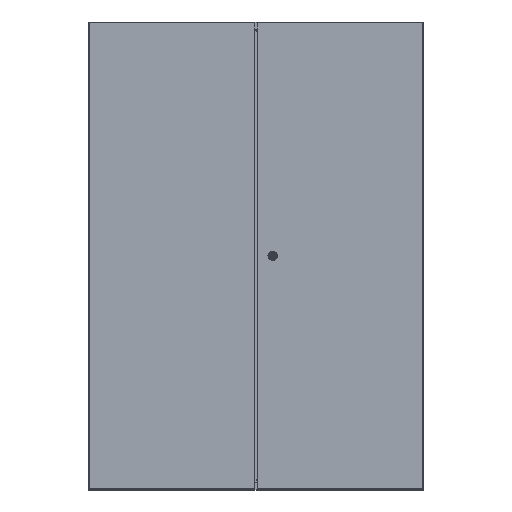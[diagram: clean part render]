
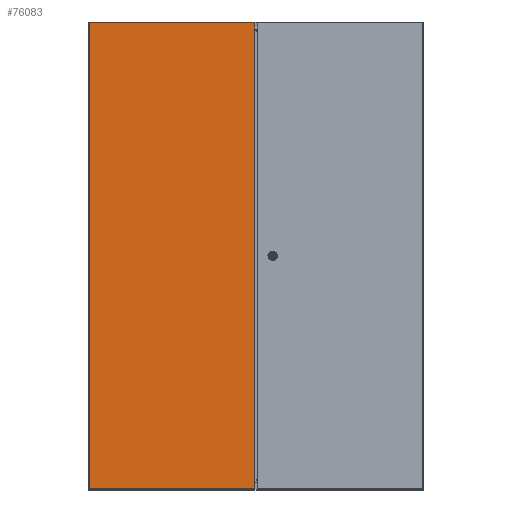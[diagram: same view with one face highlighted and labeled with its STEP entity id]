
A CAD part, top view. The second image highlights one B-rep face of the part: STEP entity #76083.
In plain terms, the highlighted planar face has unit normal (0, 0, 1).
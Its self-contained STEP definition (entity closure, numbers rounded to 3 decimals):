
#5534 = EDGE_CURVE ( 'NONE', #41014, #27151, #87843, .T. ) ;
#6097 = CARTESIAN_POINT ( 'NONE',  ( 2.5, 1397., 17.5 ) ) ;
#9642 = DIRECTION ( 'NONE',  ( -1., 0., 0. ) ) ;
#10002 = DIRECTION ( 'NONE',  ( 0., 0., 1. ) ) ;
#11126 = ORIENTED_EDGE ( 'NONE', *, *, #91797, .T. ) ;
#17106 = LINE ( 'NONE', #38433, #57641 ) ;
#19314 = EDGE_CURVE ( 'NONE', #78286, #41014, #85247, .T. ) ;
#24952 = FACE_OUTER_BOUND ( 'NONE', #88544, .T. ) ;
#27151 = VERTEX_POINT ( 'NONE', #45341 ) ;
#27348 = CARTESIAN_POINT ( 'NONE',  ( 497., 1397., 17.5 ) ) ;
#30259 = VECTOR ( 'NONE', #78228, 1000. ) ;
#31046 = EDGE_CURVE ( 'NONE', #27151, #64047, #97256, .T. ) ;
#35748 = CARTESIAN_POINT ( 'NONE',  ( 2.5, 3., 17.5 ) ) ;
#38433 = CARTESIAN_POINT ( 'NONE',  ( 2.5, 1397., 17.5 ) ) ;
#40240 = DIRECTION ( 'NONE',  ( 1., 0., 0. ) ) ;
#41014 = VERTEX_POINT ( 'NONE', #80833 ) ;
#43132 = DIRECTION ( 'NONE',  ( 1., 0., 0. ) ) ;
#43161 = CARTESIAN_POINT ( 'NONE',  ( 497., 1397., 17.5 ) ) ;
#44643 = DIRECTION ( 'NONE',  ( 0., 1., 0. ) ) ;
#45341 = CARTESIAN_POINT ( 'NONE',  ( 497., 3., 17.5 ) ) ;
#47667 = CARTESIAN_POINT ( 'NONE',  ( 0., 0., 17.5 ) ) ;
#54468 = CARTESIAN_POINT ( 'NONE',  ( 2.5, 1397., 17.5 ) ) ;
#54512 = VECTOR ( 'NONE', #44643, 1000. ) ;
#55156 = PLANE ( 'NONE',  #61797 ) ;
#57641 = VECTOR ( 'NONE', #9642, 1000. ) ;
#59717 = ORIENTED_EDGE ( 'NONE', *, *, #19314, .T. ) ;
#61797 = AXIS2_PLACEMENT_3D ( 'NONE', #47667, #10002, #40240 ) ;
#64047 = VERTEX_POINT ( 'NONE', #27348 ) ;
#72388 = ORIENTED_EDGE ( 'NONE', *, *, #31046, .T. ) ;
#76083 = ADVANCED_FACE ( 'NONE', ( #24952 ), #55156, .T. ) ;
#78228 = DIRECTION ( 'NONE',  ( 0., -1., 0. ) ) ;
#78286 = VERTEX_POINT ( 'NONE', #6097 ) ;
#80833 = CARTESIAN_POINT ( 'NONE',  ( 2.5, 3., 17.5 ) ) ;
#85247 = LINE ( 'NONE', #54468, #30259 ) ;
#87843 = LINE ( 'NONE', #35748, #94778 ) ;
#88544 = EDGE_LOOP ( 'NONE', ( #59717, #98139, #72388, #11126 ) ) ;
#91797 = EDGE_CURVE ( 'NONE', #64047, #78286, #17106, .T. ) ;
#94778 = VECTOR ( 'NONE', #43132, 1000. ) ;
#97256 = LINE ( 'NONE', #43161, #54512 ) ;
#98139 = ORIENTED_EDGE ( 'NONE', *, *, #5534, .T. ) ;
